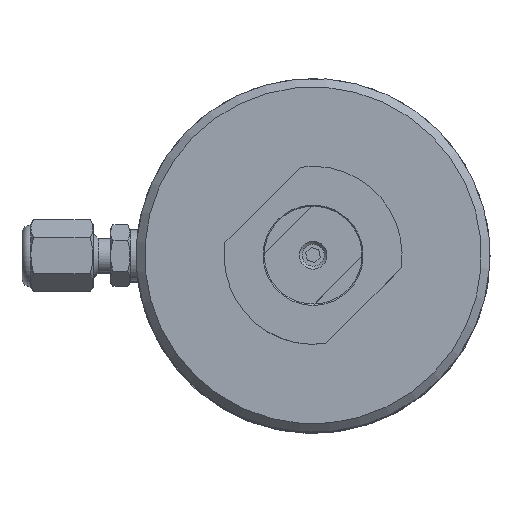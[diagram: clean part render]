
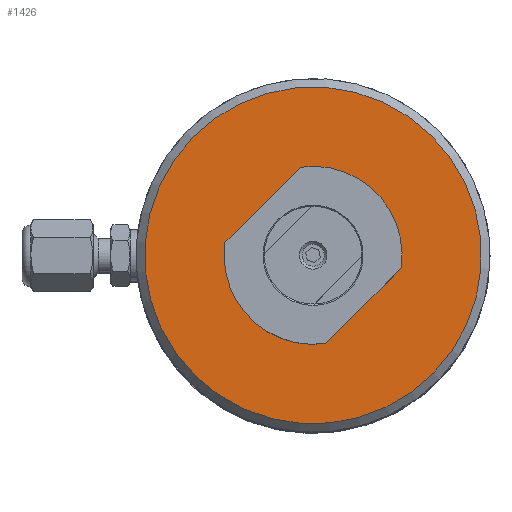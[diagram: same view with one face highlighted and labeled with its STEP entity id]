
A CAD part, top view. The second image highlights one B-rep face of the part: STEP entity #1426.
In plain terms, the highlighted planar face has unit normal (0, 0, 1).
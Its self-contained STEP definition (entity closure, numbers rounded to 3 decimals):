
#1377=CARTESIAN_POINT('',(1.671,-11.285,63.792));
#1378=DIRECTION('',(0.0,0.0,1.0));
#1379=DIRECTION('',(-0.715,0.699,0.0));
#1380=AXIS2_PLACEMENT_3D('',#1377,#1378,#1379);
#1381=PLANE('',#1380);
#1382=CARTESIAN_POINT('',(-8.296,-21.484,63.792));
#1383=VERTEX_POINT('',#1382);
#1384=CARTESIAN_POINT('',(12.7,0.,63.792));
#1385=DIRECTION('',(0.,0.,-1.0));
#1386=DIRECTION('',(0.699,0.715,0.));
#1387=AXIS2_PLACEMENT_3D('',#1384,#1385,#1386);
#1388=CIRCLE('',#1387,30.039);
#1389=EDGE_CURVE('',#1383,#1383,#1388,.T.);
#1390=ORIENTED_EDGE('',*,*,#1389,.F.);
#1391=EDGE_LOOP('',(#1390));
#1392=FACE_OUTER_BOUND('',#1391,.T.);
#1393=CARTESIAN_POINT('',(20.075,10.551,63.792));
#1394=VERTEX_POINT('',#1393);
#1395=CARTESIAN_POINT('',(21.577,9.083,63.792));
#1396=DIRECTION('',(0.,0.,-1.0));
#1397=DIRECTION('',(-0.715,0.699,0.));
#1398=AXIS2_PLACEMENT_3D('',#1395,#1396,#1397);
#1399=CIRCLE('',#1398,2.1);
#1400=EDGE_CURVE('',#1394,#1394,#1399,.T.);
#1401=ORIENTED_EDGE('',*,*,#1400,.T.);
#1402=EDGE_LOOP('',(#1401));
#1403=FACE_BOUND('',#1402,.T.);
#1404=CARTESIAN_POINT('',(2.322,-7.615,63.792));
#1405=VERTEX_POINT('',#1404);
#1406=CARTESIAN_POINT('',(3.823,-9.083,63.792));
#1407=DIRECTION('',(0.,0.,-1.0));
#1408=DIRECTION('',(-0.715,0.699,0.));
#1409=AXIS2_PLACEMENT_3D('',#1406,#1407,#1408);
#1410=CIRCLE('',#1409,2.1);
#1411=EDGE_CURVE('',#1405,#1405,#1410,.T.);
#1412=ORIENTED_EDGE('',*,*,#1411,.T.);
#1413=EDGE_LOOP('',(#1412));
#1414=FACE_BOUND('',#1413,.T.);
#1415=CARTESIAN_POINT('',(6.685,-6.155,63.792));
#1416=VERTEX_POINT('',#1415);
#1417=CARTESIAN_POINT('',(12.7,0.,63.792));
#1418=DIRECTION('',(0.,0.,1.0));
#1419=DIRECTION('',(0.699,0.715,0.));
#1420=AXIS2_PLACEMENT_3D('',#1417,#1418,#1419);
#1421=CIRCLE('',#1420,8.606);
#1422=EDGE_CURVE('',#1416,#1416,#1421,.T.);
#1423=ORIENTED_EDGE('',*,*,#1422,.F.);
#1424=EDGE_LOOP('',(#1423));
#1425=FACE_BOUND('',#1424,.T.);
#1426=ADVANCED_FACE('',(#1392,#1403,#1414,#1425),#1381,.T.);
